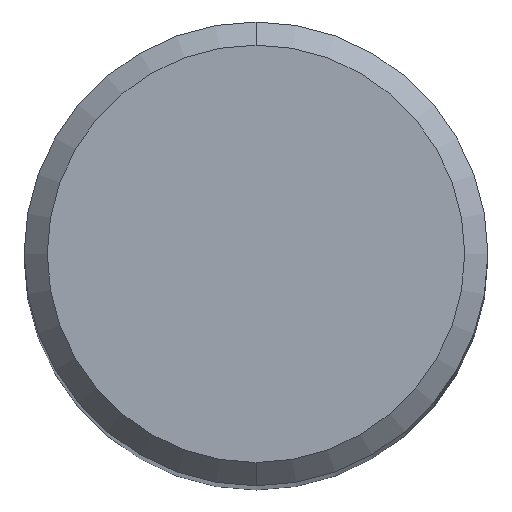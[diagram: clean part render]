
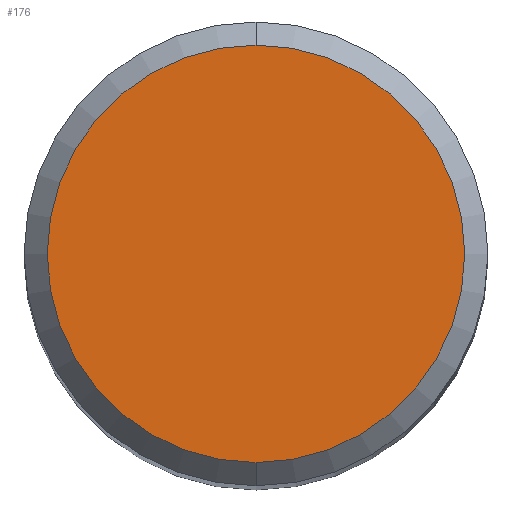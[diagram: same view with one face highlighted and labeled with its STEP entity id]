
A CAD part, top view. The second image highlights one B-rep face of the part: STEP entity #176.
In plain terms, the highlighted planar face has unit normal (0, 0, 1).
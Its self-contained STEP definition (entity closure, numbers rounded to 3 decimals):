
#176=ADVANCED_FACE('',(#478),#479,.T.);
#266=VERTEX_POINT('',#582);
#308=VERTEX_POINT('',#629);
#322=EDGE_CURVE('',#308,#266,#644,.T.);
#372=EDGE_CURVE('',#266,#308,#699,.T.);
#478=FACE_OUTER_BOUND('',#801,.T.);
#479=PLANE('',#802);
#582=CARTESIAN_POINT('',(0.0,5.4,0.0));
#629=CARTESIAN_POINT('',(0.,-5.4,0.0));
#644=CIRCLE('',#1218,5.4);
#699=CIRCLE('',#1290,5.4);
#801=EDGE_LOOP('',(#1494,#1495));
#802=AXIS2_PLACEMENT_3D('',#1496,#1497,#1498);
#1218=AXIS2_PLACEMENT_3D('',#1704,#1705,#1706);
#1290=AXIS2_PLACEMENT_3D('',#1750,#1751,#1752);
#1494=ORIENTED_EDGE('',*,*,#372,.F.);
#1495=ORIENTED_EDGE('',*,*,#322,.F.);
#1496=CARTESIAN_POINT('',(0.0,2.7,0.0));
#1497=DIRECTION('',(-0.0,0.0,1.0));
#1498=DIRECTION('',(0.0,-1.0,0.0));
#1704=CARTESIAN_POINT('',(0.0,0.0,0.0));
#1705=DIRECTION('',(0.0,0.0,-1.0));
#1706=DIRECTION('',(0.0,1.0,0.0));
#1750=CARTESIAN_POINT('',(0.0,0.0,0.0));
#1751=DIRECTION('',(0.0,0.0,-1.0));
#1752=DIRECTION('',(0.0,1.0,0.0));
